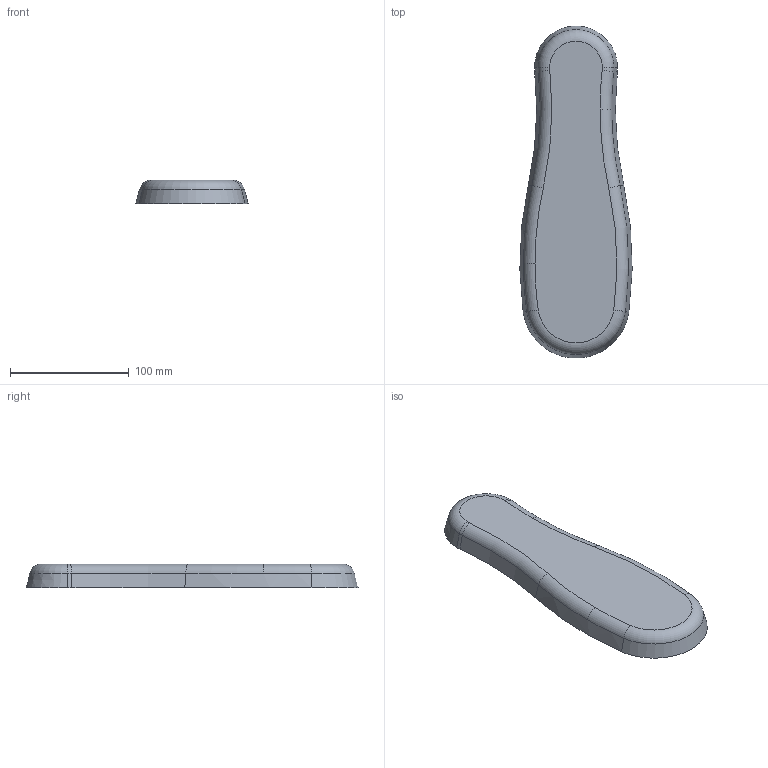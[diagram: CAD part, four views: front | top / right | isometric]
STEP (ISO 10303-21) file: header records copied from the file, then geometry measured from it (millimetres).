
FILE_DESCRIPTION (( 'STEP AP203' ), '1' );
FILE_NAME ('RBT_LINK2_Default_sldprt.STEP', '2025-02-10T15:52:43', ( '' ), ( '' ), 'SwSTEP 2.0', 'SolidWorks 2024', '' );
FILE_SCHEMA (( 'CONFIG_CONTROL_DESIGN' ));
Length unit declared in the file: millimetre
Products named in the file (1): RBT_LINK2_Default_sldprt
Bounding box: 94.62 x 279.81 x 20 mm (x, y, z)
Volume: 384881.4 mm3; surface area: 50891.1 mm2
Topology: 1 solids, 1 shells, 20 faces, 46 edges, 28 vertices
Faces by surface type: torus 10, cone 8, plane 2
Entity records: 661 total; most frequent: DIRECTION 126, CARTESIAN_POINT 95, ORIENTED_EDGE 92, AXIS2_PLACEMENT_3D 59, EDGE_CURVE 46, CIRCLE 38, VERTEX_POINT 28, FACE_OUTER_BOUND 20
